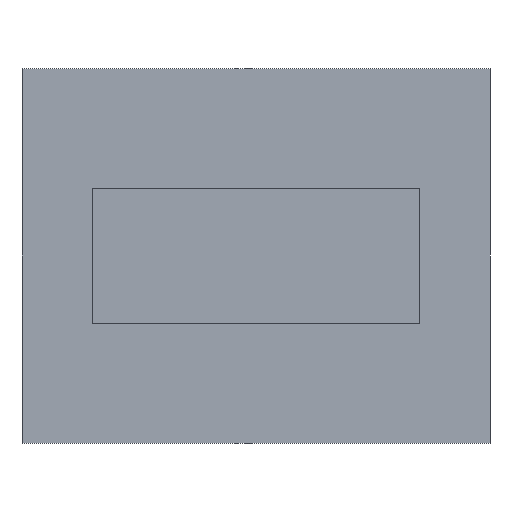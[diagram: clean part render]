
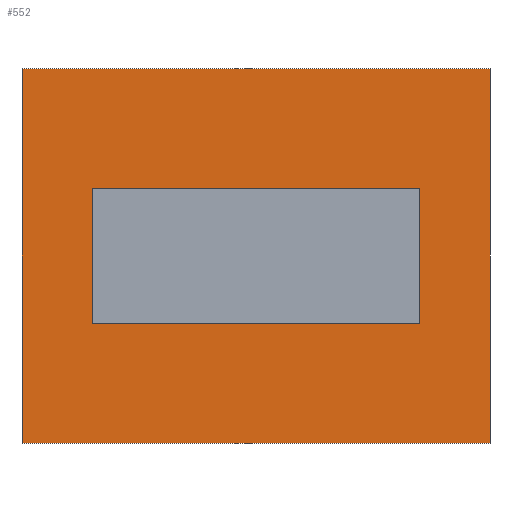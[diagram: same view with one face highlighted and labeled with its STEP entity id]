
A CAD part, front view. The second image highlights one B-rep face of the part: STEP entity #552.
In plain terms, the highlighted planar face has unit normal (0, -1, 0).
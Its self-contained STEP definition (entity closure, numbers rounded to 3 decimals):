
#18=FACE_BOUND('',#80,.T.);
#44=FACE_OUTER_BOUND('',#79,.T.);
#79=EDGE_LOOP('',(#463,#464,#465,#466));
#80=EDGE_LOOP('',(#467,#468,#469,#470));
#99=LINE('',#774,#171);
#103=LINE('',#782,#175);
#106=LINE('',#788,#178);
#109=LINE('',#793,#181);
#135=LINE('',#849,#207);
#139=LINE('',#857,#211);
#142=LINE('',#863,#214);
#145=LINE('',#868,#217);
#171=VECTOR('',#633,10.);
#175=VECTOR('',#639,10.);
#178=VECTOR('',#644,10.);
#181=VECTOR('',#649,10.);
#207=VECTOR('',#699,10.);
#211=VECTOR('',#705,10.);
#214=VECTOR('',#710,10.);
#217=VECTOR('',#715,10.);
#239=VERTEX_POINT('',#772);
#240=VERTEX_POINT('',#773);
#243=VERTEX_POINT('',#781);
#245=VERTEX_POINT('',#787);
#263=VERTEX_POINT('',#847);
#264=VERTEX_POINT('',#848);
#267=VERTEX_POINT('',#856);
#269=VERTEX_POINT('',#862);
#291=EDGE_CURVE('',#239,#240,#99,.T.);
#295=EDGE_CURVE('',#240,#243,#103,.T.);
#298=EDGE_CURVE('',#243,#245,#106,.T.);
#301=EDGE_CURVE('',#245,#239,#109,.T.);
#327=EDGE_CURVE('',#263,#264,#135,.T.);
#331=EDGE_CURVE('',#267,#263,#139,.T.);
#334=EDGE_CURVE('',#269,#267,#142,.T.);
#337=EDGE_CURVE('',#264,#269,#145,.T.);
#463=ORIENTED_EDGE('',*,*,#337,.F.);
#464=ORIENTED_EDGE('',*,*,#327,.F.);
#465=ORIENTED_EDGE('',*,*,#331,.F.);
#466=ORIENTED_EDGE('',*,*,#334,.F.);
#467=ORIENTED_EDGE('',*,*,#291,.T.);
#468=ORIENTED_EDGE('',*,*,#295,.T.);
#469=ORIENTED_EDGE('',*,*,#298,.T.);
#470=ORIENTED_EDGE('',*,*,#301,.T.);
#520=PLANE('',#600);
#552=ADVANCED_FACE('',(#44,#18),#520,.F.);
#600=AXIS2_PLACEMENT_3D('',#871,#719,#720);
#633=DIRECTION('',(0.,0.,1.));
#639=DIRECTION('',(1.,0.,0.));
#644=DIRECTION('',(0.,0.,-1.));
#649=DIRECTION('',(-1.,0.,0.));
#699=DIRECTION('',(1.,0.,0.));
#705=DIRECTION('',(0.,0.,1.));
#710=DIRECTION('',(-1.,0.,0.));
#715=DIRECTION('',(0.,0.,-1.));
#719=DIRECTION('center_axis',(0.,1.,0.));
#720=DIRECTION('ref_axis',(1.,0.,0.));
#772=CARTESIAN_POINT('',(-3.5,0.,-1.45));
#773=CARTESIAN_POINT('',(-3.5,0.,1.45));
#774=CARTESIAN_POINT('',(-3.5,0.,0.725));
#781=CARTESIAN_POINT('',(3.5,0.,1.45));
#782=CARTESIAN_POINT('',(1.75,0.,1.45));
#787=CARTESIAN_POINT('',(3.5,0.,-1.45));
#788=CARTESIAN_POINT('',(3.5,0.,-0.725));
#793=CARTESIAN_POINT('',(-1.75,0.,-1.45));
#847=CARTESIAN_POINT('',(-5.,0.,4.));
#848=CARTESIAN_POINT('',(5.,0.,4.));
#849=CARTESIAN_POINT('',(-5.,0.,4.));
#856=CARTESIAN_POINT('',(-5.,0.,-4.));
#857=CARTESIAN_POINT('',(-5.,0.,-4.));
#862=CARTESIAN_POINT('',(5.,0.,-4.));
#863=CARTESIAN_POINT('',(5.,0.,-4.));
#868=CARTESIAN_POINT('',(5.,0.,4.));
#871=CARTESIAN_POINT('Origin',(0.,0.,0.));
